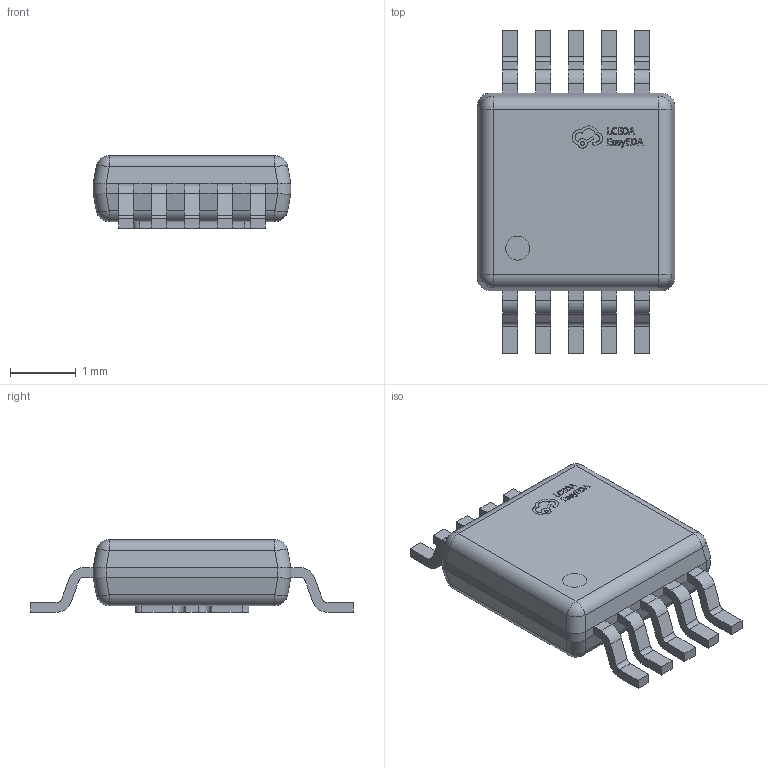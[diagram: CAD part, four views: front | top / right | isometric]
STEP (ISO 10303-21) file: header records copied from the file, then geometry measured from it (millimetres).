
FILE_DESCRIPTION (( 'STEP AP214' ), '1' );
FILE_NAME ('HVSSOP-10_L3.0-W3.0-P0.50-LS4.9-BL-EP.step', '2023-12-15T06:51:57', ( '' ), ( '' ), 'SwSTEP 2.0', 'SolidWorks 2020', '' );
FILE_SCHEMA (( 'AUTOMOTIVE_DESIGN' ));
Length unit declared in the file: millimetre
Products named in the file (1): HVSSOP-10_L3.0-W3.0-P0.50-LS4.9-BL-EP
Bounding box: 3 x 4.9 x 1.1 mm (x, y, z)
Volume: 9.2 mm3; surface area: 36.9 mm2
Topology: 1 solids, 1 shells, 432 faces, 1163 edges, 754 vertices
Faces by surface type: plane 254, bspline 98, cylinder 72, sphere 8
Entity records: 18681 total; most frequent: CARTESIAN_POINT 3728, ORIENTED_EDGE 2326, DIRECTION 1737, EDGE_CURVE 1163, LINE 811, VECTOR 811, VERTEX_POINT 754, AXIS2_PLACEMENT_3D 463
